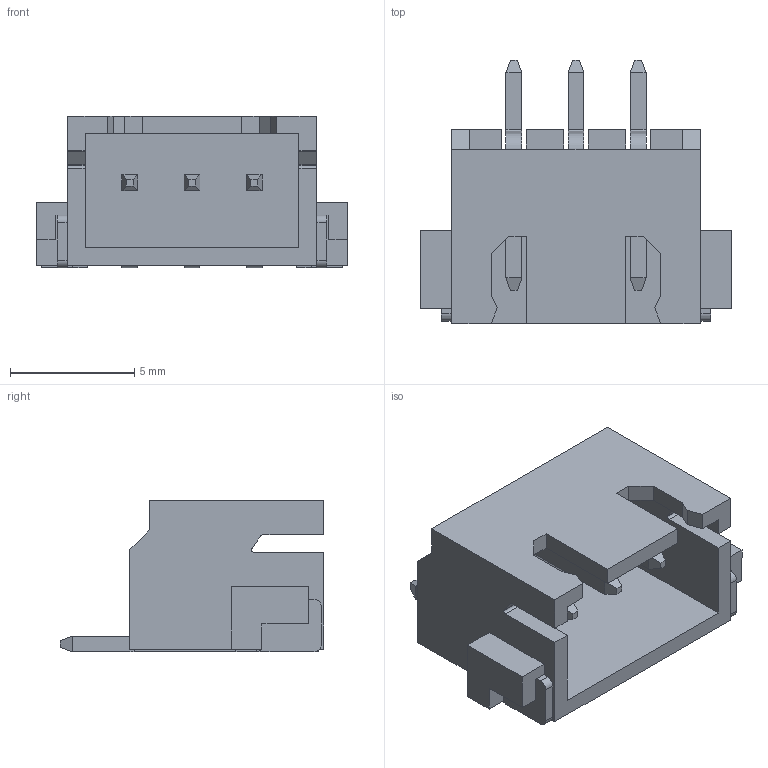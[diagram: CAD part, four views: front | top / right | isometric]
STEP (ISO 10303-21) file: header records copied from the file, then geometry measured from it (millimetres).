
FILE_DESCRIPTION (( 'STEP AP214' ), '1' );
FILE_NAME ('CONN-SMD_3P-P2.54-XH2.54-WT.STEP', '2022-07-12T13:03:21', ( '' ), ( '' ), 'SwSTEP 2.0', 'SolidWorks 2020', '' );
FILE_SCHEMA (( 'AUTOMOTIVE_DESIGN' ));
Length unit declared in the file: millimetre
Products named in the file (1): CONN-SMD_3P-P2.54-XH2.54-WT
Bounding box: 12.5 x 10.6 x 6.11 mm (x, y, z)
Volume: 188.6 mm3; surface area: 684.8 mm2
Topology: 1 solids, 1 shells, 416 faces, 1133 edges, 746 vertices
Faces by surface type: plane 294, bspline 98, cylinder 24
Entity records: 18017 total; most frequent: CARTESIAN_POINT 3602, ORIENTED_EDGE 2266, DIRECTION 1619, EDGE_CURVE 1133, LINE 885, VECTOR 885, VERTEX_POINT 746, EDGE_LOOP 443
